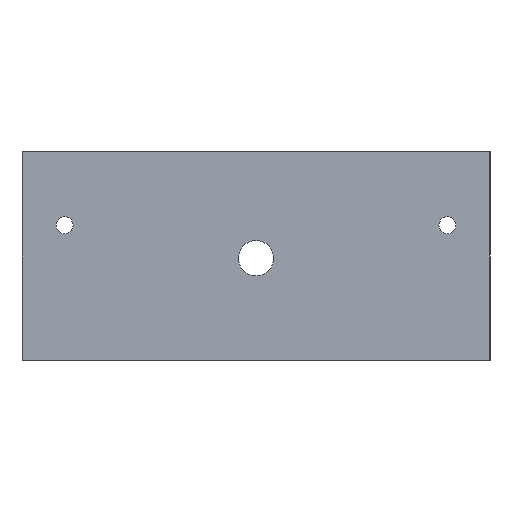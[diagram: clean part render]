
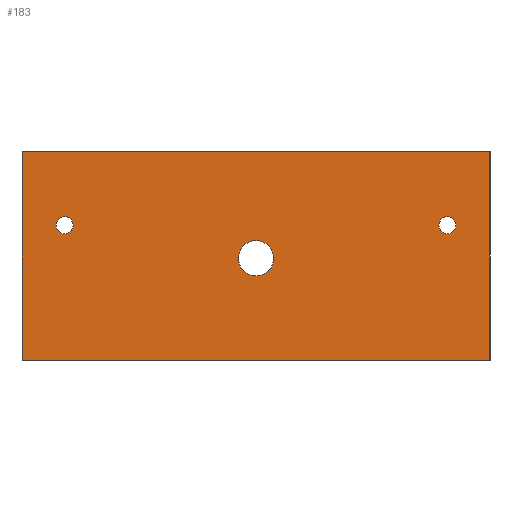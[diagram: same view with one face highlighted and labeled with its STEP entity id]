
A CAD part, left-side view. The second image highlights one B-rep face of the part: STEP entity #183.
In plain terms, the highlighted planar face has unit normal (-1, 0, 0).
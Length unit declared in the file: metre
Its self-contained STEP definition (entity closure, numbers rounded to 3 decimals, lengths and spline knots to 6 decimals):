
#25=LINE('',#286,#37);
#26=LINE('',#289,#38);
#27=LINE('',#291,#39);
#28=LINE('',#293,#40);
#37=VECTOR('',#236,1.);
#38=VECTOR('',#237,1.);
#39=VECTOR('',#238,1.);
#40=VECTOR('',#239,1.);
#49=ORIENTED_EDGE('',*,*,#89,.T.);
#50=ORIENTED_EDGE('',*,*,#90,.T.);
#51=ORIENTED_EDGE('',*,*,#91,.F.);
#52=ORIENTED_EDGE('',*,*,#92,.T.);
#53=ORIENTED_EDGE('',*,*,#93,.T.);
#54=ORIENTED_EDGE('',*,*,#94,.T.);
#55=ORIENTED_EDGE('',*,*,#95,.T.);
#89=EDGE_CURVE('',#109,#109,#125,.T.);
#90=EDGE_CURVE('',#110,#110,#126,.T.);
#91=EDGE_CURVE('',#111,#111,#127,.T.);
#92=EDGE_CURVE('',#112,#113,#25,.T.);
#93=EDGE_CURVE('',#113,#114,#26,.T.);
#94=EDGE_CURVE('',#114,#115,#27,.T.);
#95=EDGE_CURVE('',#115,#112,#28,.T.);
#109=VERTEX_POINT('',#281);
#110=VERTEX_POINT('',#283);
#111=VERTEX_POINT('',#285);
#112=VERTEX_POINT('',#287);
#113=VERTEX_POINT('',#288);
#114=VERTEX_POINT('',#290);
#115=VERTEX_POINT('',#292);
#125=CIRCLE('',#208,0.002);
#126=CIRCLE('',#209,0.00415);
#127=CIRCLE('',#210,0.002);
#133=EDGE_LOOP('',(#49));
#134=EDGE_LOOP('',(#50));
#135=EDGE_LOOP('',(#51));
#136=EDGE_LOOP('',(#52,#53,#54,#55));
#155=FACE_BOUND('',#133,.T.);
#156=FACE_BOUND('',#134,.T.);
#157=FACE_BOUND('',#135,.T.);
#158=FACE_BOUND('',#136,.T.);
#177=PLANE('',#207);
#183=ADVANCED_FACE('',(#155,#156,#157,#158),#177,.F.);
#207=AXIS2_PLACEMENT_3D('',#279,#228,#229);
#208=AXIS2_PLACEMENT_3D('',#280,#230,#231);
#209=AXIS2_PLACEMENT_3D('',#282,#232,#233);
#210=AXIS2_PLACEMENT_3D('',#284,#234,#235);
#228=DIRECTION('',(1.,0.,0.));
#229=DIRECTION('',(0.,1.,0.));
#230=DIRECTION('',(1.,0.,0.));
#231=DIRECTION('',(0.,1.,0.));
#232=DIRECTION('',(1.,0.,0.));
#233=DIRECTION('',(0.,1.,0.));
#234=DIRECTION('',(-1.,0.,0.));
#235=DIRECTION('',(0.,1.,0.));
#236=DIRECTION('',(0.,-1.,0.));
#237=DIRECTION('',(0.,0.,1.));
#238=DIRECTION('',(0.,1.,0.));
#239=DIRECTION('',(0.,0.,-1.));
#279=CARTESIAN_POINT('',(-0.025016,-0.015,-0.000542));
#280=CARTESIAN_POINT('',(-0.025016,-0.06,0.006666));
#281=CARTESIAN_POINT('',(-0.025016,-0.058,0.006666));
#282=CARTESIAN_POINT('',(-0.025016,-0.015,-0.001084));
#283=CARTESIAN_POINT('',(-0.025016,-0.01085,-0.001084));
#284=CARTESIAN_POINT('',(-0.025016,0.03,0.006666));
#285=CARTESIAN_POINT('',(-0.025016,0.032,0.006666));
#286=CARTESIAN_POINT('',(-0.025016,0.04,-0.025));
#287=CARTESIAN_POINT('',(-0.025016,0.04,-0.025));
#288=CARTESIAN_POINT('',(-0.025016,-0.07,-0.025));
#289=CARTESIAN_POINT('',(-0.025016,-0.07,-0.025));
#290=CARTESIAN_POINT('',(-0.025016,-0.07,0.023916));
#291=CARTESIAN_POINT('',(-0.025016,-0.07,0.023916));
#292=CARTESIAN_POINT('',(-0.025016,0.04,0.023916));
#293=CARTESIAN_POINT('',(-0.025016,0.04,0.023916));
